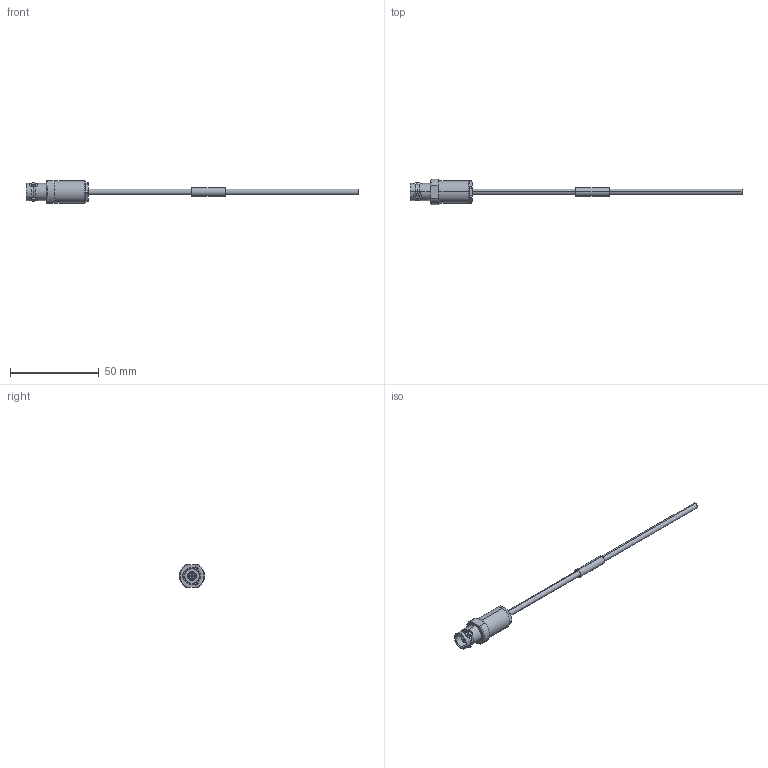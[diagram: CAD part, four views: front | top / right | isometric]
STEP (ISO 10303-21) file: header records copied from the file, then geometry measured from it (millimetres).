
FILE_DESCRIPTION (( 'STEP AP214' ), '1' );
FILE_NAME ('FM3MSA00447_3D.step', '2023-08-16T19:31:32', ( '' ), ( '' ), 'SwSTEP 2.0', 'SolidWorks 2022', '' );
FILE_SCHEMA (( 'AUTOMOTIVE_DESIGN' ));
Length unit declared in the file: inch
Products named in the file (7): M17-176-00002_6"; 10-06575-XXX; 10-06575-XXX-MA3; 10-06575-XXX-MA2; FM3MSA00447_3D; 1AW01-003_.182 ID x .75" long; 10-06575-XXX-MA1
Assembly tree (6 placements, depth 3):
  FM3MSA00447_3D
    M17-176-00002_6"
    10-06575-XXX
      10-06575-XXX-MA1
      10-06575-XXX-MA2
      10-06575-XXX-MA3
    1AW01-003_.182 ID x .75" long
Bounding box: 187.58 x 14.45 x 12.7 mm (x, y, z)
Volume: 4408.2 mm3; surface area: 5475.8 mm2
Topology: 5 solids, 5 shells, 146 faces, 336 edges, 212 vertices
Faces by surface type: cylinder 53, plane 43, cone 42, torus 8
Entity records: 4982 total; most frequent: CARTESIAN_POINT 1236, DIRECTION 718, ORIENTED_EDGE 668, EDGE_CURVE 334, AXIS2_PLACEMENT_3D 304, VERTEX_POINT 212, EDGE_LOOP 166, CIRCLE 148
